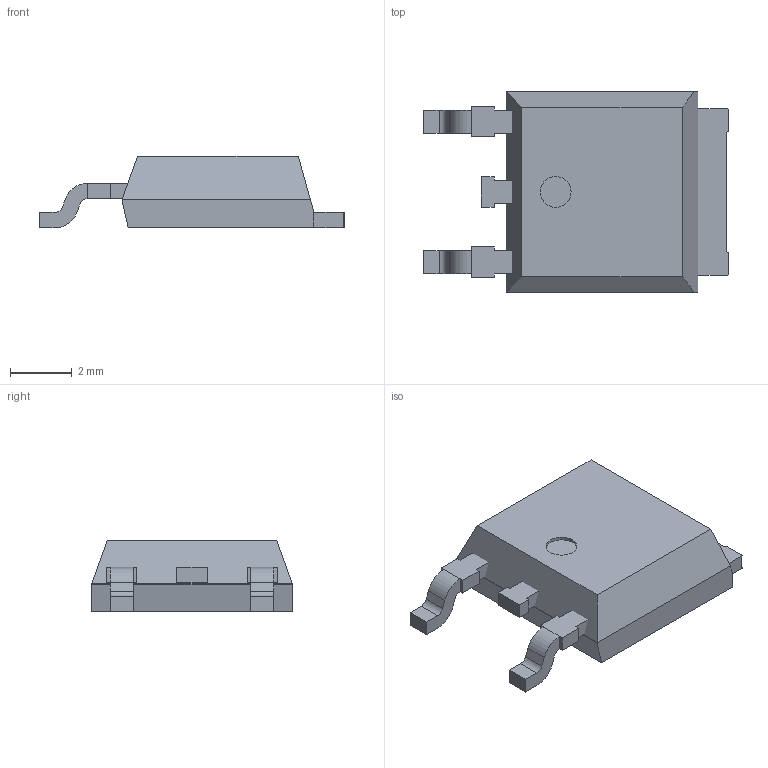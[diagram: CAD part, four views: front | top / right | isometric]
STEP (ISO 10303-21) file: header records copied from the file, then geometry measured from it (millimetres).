
FILE_DESCRIPTION(/* description */ ('model of TO-252-2'),/* implementation_level */ '2;1');
FILE_NAME(/* name */ 'TO-252-2.step',/* time_stamp */ '2023-01-24T23:51:02',/* author */ ('Ray Benitez',''),/* organization */ ('OCCT'),/* preprocessor_version */ '',/* originating_system */ 'KiCAD',/* authorisation */ '');
FILE_SCHEMA(('AUTOMOTIVE_DESIGN { 1 0 10303 214 1 1 1 1 }'));
Length unit declared in the file: millimetre
Products named in the file (8): CQ assembly; 932d09b2-9c39-11ed-93f0-dde97e994e83; 932d09b3-9c39-11ed-93f0-dde97e994e83; 932d09b3-9c39-11ed-93f0-dde97e994e83_part; 932d09b4-9c39-11ed-93f0-dde97e994e83; 932d09b4-9c39-11ed-93f0-dde97e994e83_part; 932d09b5-9c39-11ed-93f0-dde97e994e83; 932d09b5-9c39-11ed-93f0-dde97e994e83_part
Assembly tree (7 placements, depth 4):
  CQ assembly
    932d09b2-9c39-11ed-93f0-dde97e994e83
      932d09b3-9c39-11ed-93f0-dde97e994e83
        932d09b3-9c39-11ed-93f0-dde97e994e83_part
      932d09b4-9c39-11ed-93f0-dde97e994e83
        932d09b4-9c39-11ed-93f0-dde97e994e83_part
      932d09b5-9c39-11ed-93f0-dde97e994e83
        932d09b5-9c39-11ed-93f0-dde97e994e83_part
Bounding box: 9.9 x 6.5 x 2.32 mm (x, y, z)
Volume: 98.9 mm3; surface area: 211.3 mm2
Topology: 5 solids, 5 shells, 83 faces, 214 edges, 142 vertices
Faces by surface type: plane 70, cylinder 13
Full cylindrical faces by diameter (mm): 1 x1
Entity records: 2674 total; most frequent: CARTESIAN_POINT 447, DIRECTION 430, ORIENTED_EDGE 428, EDGE_CURVE 214, LINE 180, VECTOR 180, VERTEX_POINT 142, AXIS2_PLACEMENT_3D 125
